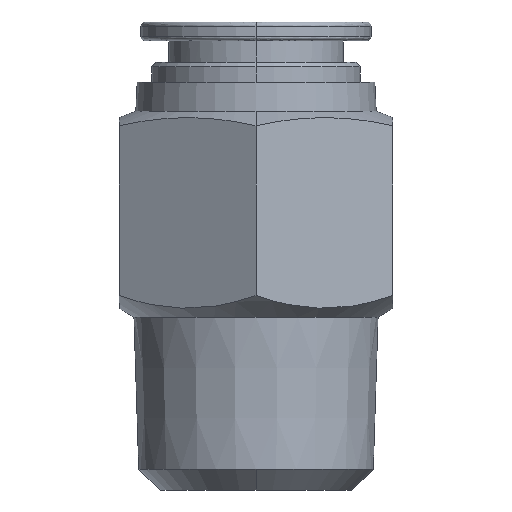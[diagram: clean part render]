
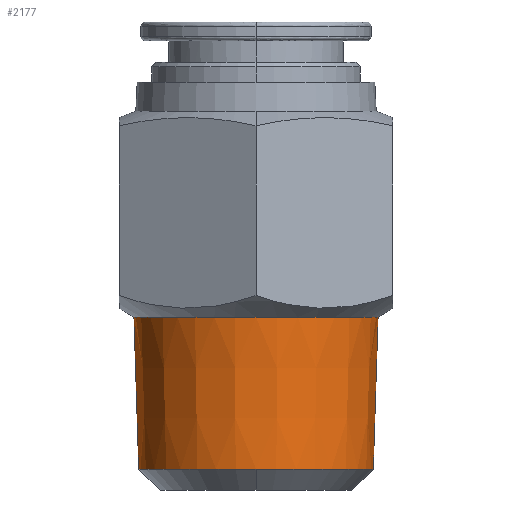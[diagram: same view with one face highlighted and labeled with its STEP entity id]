
A CAD part, left-side view. The second image highlights one B-rep face of the part: STEP entity #2177.
In plain terms, the highlighted conical face has half-angle 1.79 degrees and reference radius 8.475 mm.
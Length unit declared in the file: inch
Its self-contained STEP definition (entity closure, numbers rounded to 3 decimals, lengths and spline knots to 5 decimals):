
#25 = VECTOR ( 'NONE', #2445, 39.37008 ) ;
#56 = AXIS2_PLACEMENT_3D ( 'NONE', #2216, #1591, #2184 ) ;
#97 = VERTEX_POINT ( 'NONE', #1528 ) ;
#100 = CARTESIAN_POINT ( 'NONE',  ( 1.1811, 1.51476, 0.46063 ) ) ;
#115 = CARTESIAN_POINT ( 'NONE',  ( 1.1811, 0.84744, 0.46063 ) ) ;
#177 = LINE ( 'NONE', #115, #2431 ) ;
#182 = AXIS2_PLACEMENT_3D ( 'NONE', #1394, #1974, #2552 ) ;
#527 = CIRCLE ( 'NONE', #791, 0.32069 ) ;
#562 = CIRCLE ( 'NONE', #1474, 0.33366 ) ;
#723 = EDGE_CURVE ( 'NONE', #97, #1390, #177, .T. ) ;
#739 = CIRCLE ( 'NONE', #182, 0.32069 ) ;
#791 = AXIS2_PLACEMENT_3D ( 'NONE', #2179, #3068, #2152 ) ;
#809 = ORIENTED_EDGE ( 'NONE', *, *, #2079, .F. ) ;
#1044 = VERTEX_POINT ( 'NONE', #2108 ) ;
#1308 = DIRECTION ( 'NONE',  ( 0., 0., -1. ) ) ;
#1365 = VERTEX_POINT ( 'NONE', #3069 ) ;
#1390 = VERTEX_POINT ( 'NONE', #2958 ) ;
#1394 = CARTESIAN_POINT ( 'NONE',  ( 1.1811, 1.1811, 0.0454 ) ) ;
#1474 = AXIS2_PLACEMENT_3D ( 'NONE', #2488, #1308, #3704 ) ;
#1505 = EDGE_LOOP ( 'NONE', ( #809, #2449, #2024, #2334, #2801 ) ) ;
#1528 = CARTESIAN_POINT ( 'NONE',  ( 1.1811, 0.86042, 0.0454 ) ) ;
#1591 = DIRECTION ( 'NONE',  ( 0., 0., 1. ) ) ;
#1676 = EDGE_CURVE ( 'NONE', #1390, #1365, #562, .T. ) ;
#1974 = DIRECTION ( 'NONE',  ( 0., 0., -1. ) ) ;
#2024 = ORIENTED_EDGE ( 'NONE', *, *, #3251, .F. ) ;
#2079 = EDGE_CURVE ( 'NONE', #2669, #1365, #3299, .T. ) ;
#2108 = CARTESIAN_POINT ( 'NONE',  ( 0.86042, 1.1811, 0.0454 ) ) ;
#2152 = DIRECTION ( 'NONE',  ( 1., 0., 0. ) ) ;
#2177 = ADVANCED_FACE ( 'NONE', ( #3063 ), #3586, .T. ) ;
#2179 = CARTESIAN_POINT ( 'NONE',  ( 1.1811, 1.1811, 0.0454 ) ) ;
#2184 = DIRECTION ( 'NONE',  ( 0., -1., 0. ) ) ;
#2216 = CARTESIAN_POINT ( 'NONE',  ( 1.1811, 1.1811, 0.46063 ) ) ;
#2334 = ORIENTED_EDGE ( 'NONE', *, *, #723, .T. ) ;
#2408 = CARTESIAN_POINT ( 'NONE',  ( 1.1811, 1.50179, 0.0454 ) ) ;
#2431 = VECTOR ( 'NONE', #2540, 39.37008 ) ;
#2445 = DIRECTION ( 'NONE',  ( 0., 0.031, 1. ) ) ;
#2449 = ORIENTED_EDGE ( 'NONE', *, *, #2962, .F. ) ;
#2488 = CARTESIAN_POINT ( 'NONE',  ( 1.1811, 1.1811, 0.46063 ) ) ;
#2540 = DIRECTION ( 'NONE',  ( 0., -0.031, 1. ) ) ;
#2552 = DIRECTION ( 'NONE',  ( 1., 0., 0. ) ) ;
#2669 = VERTEX_POINT ( 'NONE', #2408 ) ;
#2801 = ORIENTED_EDGE ( 'NONE', *, *, #1676, .T. ) ;
#2958 = CARTESIAN_POINT ( 'NONE',  ( 1.1811, 0.84744, 0.46063 ) ) ;
#2962 = EDGE_CURVE ( 'NONE', #1044, #2669, #739, .T. ) ;
#3063 = FACE_OUTER_BOUND ( 'NONE', #1505, .T. ) ;
#3068 = DIRECTION ( 'NONE',  ( 0., 0., -1. ) ) ;
#3069 = CARTESIAN_POINT ( 'NONE',  ( 1.1811, 1.51476, 0.46063 ) ) ;
#3251 = EDGE_CURVE ( 'NONE', #97, #1044, #527, .T. ) ;
#3299 = LINE ( 'NONE', #100, #25 ) ;
#3586 = CONICAL_SURFACE ( 'NONE', #56, 0.33366, 0.031 ) ;
#3704 = DIRECTION ( 'NONE',  ( 1., 0., 0. ) ) ;
